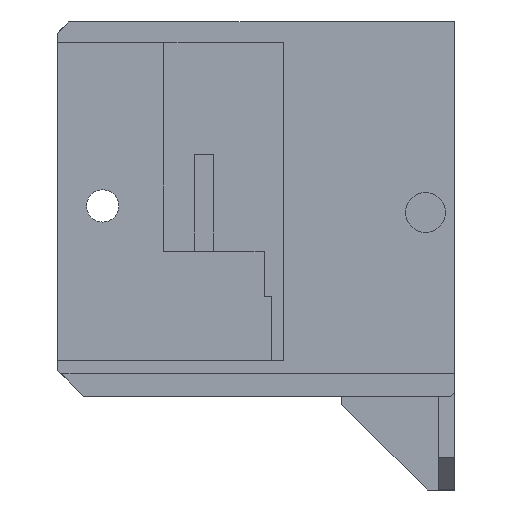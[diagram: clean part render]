
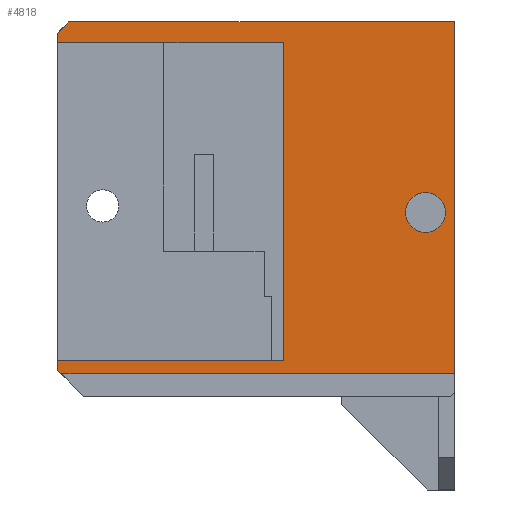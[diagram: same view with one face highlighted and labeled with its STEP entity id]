
A CAD part, left-side view. The second image highlights one B-rep face of the part: STEP entity #4818.
In plain terms, the highlighted planar face has unit normal (-1, 0, 0).
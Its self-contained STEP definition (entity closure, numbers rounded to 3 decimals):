
#36 = EDGE_CURVE ( 'NONE', #3930, #3249, #4156, .T. ) ;
#48 = EDGE_LOOP ( 'NONE', ( #4417, #6081, #6238, #3014, #5943, #3152, #5122, #5431, #5189, #465 ) ) ;
#231 = VECTOR ( 'NONE', #5239, 1000. ) ;
#337 = VERTEX_POINT ( 'NONE', #1339 ) ;
#465 = ORIENTED_EDGE ( 'NONE', *, *, #6621, .F. ) ;
#482 = CARTESIAN_POINT ( 'NONE',  ( -1.6, 8., 28.1 ) ) ;
#528 = AXIS2_PLACEMENT_3D ( 'NONE', #4790, #6394, #5279 ) ;
#572 = CARTESIAN_POINT ( 'NONE',  ( -1.6, 65., 0.54 ) ) ;
#666 = AXIS2_PLACEMENT_3D ( 'NONE', #4933, #871, #1356 ) ;
#673 = EDGE_LOOP ( 'NONE', ( #1131, #3702 ) ) ;
#830 = LINE ( 'NONE', #2535, #1529 ) ;
#871 = DIRECTION ( 'NONE',  ( 1., 0., 0. ) ) ;
#975 = CARTESIAN_POINT ( 'NONE',  ( -1.6, 60., -4.46 ) ) ;
#1003 = CARTESIAN_POINT ( 'NONE',  ( -1.6, 65., 52.78 ) ) ;
#1010 = EDGE_CURVE ( 'NONE', #4459, #4082, #1747, .T. ) ;
#1022 = CARTESIAN_POINT ( 'NONE',  ( -1.6, 3.5, 54.5 ) ) ;
#1056 = EDGE_CURVE ( 'NONE', #3708, #5773, #1498, .T. ) ;
#1131 = ORIENTED_EDGE ( 'NONE', *, *, #5624, .F. ) ;
#1262 = VECTOR ( 'NONE', #2386, 1000. ) ;
#1325 = LINE ( 'NONE', #6352, #6601 ) ;
#1339 = CARTESIAN_POINT ( 'NONE',  ( -1.6, 30., 2. ) ) ;
#1356 = DIRECTION ( 'NONE',  ( 0., 0., -1. ) ) ;
#1414 = LINE ( 'NONE', #975, #5814 ) ;
#1440 = DIRECTION ( 'NONE',  ( 0., 0., 1. ) ) ;
#1457 = VERTEX_POINT ( 'NONE', #3326 ) ;
#1498 = CIRCLE ( 'NONE', #5419, 3.1 ) ;
#1522 = CARTESIAN_POINT ( 'NONE',  ( -1.6, 30., 51.32 ) ) ;
#1529 = VECTOR ( 'NONE', #1979, 1000. ) ;
#1622 = DIRECTION ( 'NONE',  ( 0., -1., 0. ) ) ;
#1713 = VECTOR ( 'NONE', #1622, 1000. ) ;
#1747 = LINE ( 'NONE', #3398, #3174 ) ;
#1900 = DIRECTION ( 'NONE',  ( -1., 0., 0. ) ) ;
#1942 = CARTESIAN_POINT ( 'NONE',  ( -1.6, 8., 21.9 ) ) ;
#1979 = DIRECTION ( 'NONE',  ( 0., 0., 1. ) ) ;
#2380 = EDGE_CURVE ( 'NONE', #3930, #6171, #1325, .T. ) ;
#2386 = DIRECTION ( 'NONE',  ( 0., -0.707, 0.707 ) ) ;
#2428 = DIRECTION ( 'NONE',  ( 0., 0.707, 0.707 ) ) ;
#2471 = PLANE ( 'NONE',  #666 ) ;
#2535 = CARTESIAN_POINT ( 'NONE',  ( -1.6, 30., 0. ) ) ;
#2746 = LINE ( 'NONE', #5262, #4179 ) ;
#2753 = VERTEX_POINT ( 'NONE', #572 ) ;
#3014 = ORIENTED_EDGE ( 'NONE', *, *, #6324, .F. ) ;
#3026 = VECTOR ( 'NONE', #4086, 1000. ) ;
#3073 = FACE_BOUND ( 'NONE', #673, .T. ) ;
#3141 = EDGE_CURVE ( 'NONE', #4082, #3837, #5398, .T. ) ;
#3152 = ORIENTED_EDGE ( 'NONE', *, *, #4627, .F. ) ;
#3174 = VECTOR ( 'NONE', #4943, 1000. ) ;
#3249 = VERTEX_POINT ( 'NONE', #1022 ) ;
#3270 = DIRECTION ( 'NONE',  ( 0., 1., 0. ) ) ;
#3326 = CARTESIAN_POINT ( 'NONE',  ( -1.6, 65., 2. ) ) ;
#3377 = VECTOR ( 'NONE', #1440, 1000. ) ;
#3398 = CARTESIAN_POINT ( 'NONE',  ( -1.6, 0., 51.32 ) ) ;
#3409 = CARTESIAN_POINT ( 'NONE',  ( -1.6, 64., 53.78 ) ) ;
#3613 = LINE ( 'NONE', #6136, #1713 ) ;
#3702 = ORIENTED_EDGE ( 'NONE', *, *, #1056, .F. ) ;
#3708 = VERTEX_POINT ( 'NONE', #482 ) ;
#3731 = DIRECTION ( 'NONE',  ( 0., -1., 0. ) ) ;
#3837 = VERTEX_POINT ( 'NONE', #1003 ) ;
#3930 = VERTEX_POINT ( 'NONE', #4698 ) ;
#3945 = CARTESIAN_POINT ( 'NONE',  ( -1.6, 65., 51.5 ) ) ;
#3959 = FACE_OUTER_BOUND ( 'NONE', #48, .T. ) ;
#4082 = VERTEX_POINT ( 'NONE', #4767 ) ;
#4086 = DIRECTION ( 'NONE',  ( 0., 0., 1. ) ) ;
#4156 = LINE ( 'NONE', #4558, #3026 ) ;
#4179 = VECTOR ( 'NONE', #3731, 1000. ) ;
#4222 = EDGE_CURVE ( 'NONE', #3837, #4295, #5340, .T. ) ;
#4295 = VERTEX_POINT ( 'NONE', #6560 ) ;
#4381 = EDGE_CURVE ( 'NONE', #6171, #2753, #1414, .T. ) ;
#4417 = ORIENTED_EDGE ( 'NONE', *, *, #4222, .F. ) ;
#4451 = DIRECTION ( 'NONE',  ( 0., 0., -1. ) ) ;
#4459 = VERTEX_POINT ( 'NONE', #1522 ) ;
#4558 = CARTESIAN_POINT ( 'NONE',  ( -1.6, 3.5, -20. ) ) ;
#4627 = EDGE_CURVE ( 'NONE', #2753, #1457, #6612, .T. ) ;
#4698 = CARTESIAN_POINT ( 'NONE',  ( -1.6, 3.5, 0. ) ) ;
#4767 = CARTESIAN_POINT ( 'NONE',  ( -1.6, 65., 51.32 ) ) ;
#4790 = CARTESIAN_POINT ( 'NONE',  ( -1.6, 8., 25. ) ) ;
#4818 = ADVANCED_FACE ( 'NONE', ( #3959, #3073 ), #2471, .F. ) ;
#4883 = CARTESIAN_POINT ( 'NONE',  ( -1.6, 64.46, 0. ) ) ;
#4933 = CARTESIAN_POINT ( 'NONE',  ( -1.6, 1., 51.5 ) ) ;
#4943 = DIRECTION ( 'NONE',  ( 0., 1., 0. ) ) ;
#5122 = ORIENTED_EDGE ( 'NONE', *, *, #4381, .F. ) ;
#5146 = CIRCLE ( 'NONE', #528, 3.1 ) ;
#5189 = ORIENTED_EDGE ( 'NONE', *, *, #36, .T. ) ;
#5239 = DIRECTION ( 'NONE',  ( 0., 0., 1. ) ) ;
#5262 = CARTESIAN_POINT ( 'NONE',  ( -1.6, 1., 54.5 ) ) ;
#5279 = DIRECTION ( 'NONE',  ( 0., 0., -1. ) ) ;
#5340 = LINE ( 'NONE', #3409, #1262 ) ;
#5398 = LINE ( 'NONE', #3945, #3377 ) ;
#5419 = AXIS2_PLACEMENT_3D ( 'NONE', #5493, #1900, #4451 ) ;
#5431 = ORIENTED_EDGE ( 'NONE', *, *, #2380, .F. ) ;
#5493 = CARTESIAN_POINT ( 'NONE',  ( -1.6, 8., 25. ) ) ;
#5624 = EDGE_CURVE ( 'NONE', #5773, #3708, #5146, .T. ) ;
#5773 = VERTEX_POINT ( 'NONE', #1942 ) ;
#5814 = VECTOR ( 'NONE', #2428, 1000. ) ;
#5885 = CARTESIAN_POINT ( 'NONE',  ( -1.6, 65., 0. ) ) ;
#5943 = ORIENTED_EDGE ( 'NONE', *, *, #6010, .F. ) ;
#6010 = EDGE_CURVE ( 'NONE', #1457, #337, #3613, .T. ) ;
#6081 = ORIENTED_EDGE ( 'NONE', *, *, #3141, .F. ) ;
#6136 = CARTESIAN_POINT ( 'NONE',  ( -1.6, 0., 2. ) ) ;
#6171 = VERTEX_POINT ( 'NONE', #4883 ) ;
#6238 = ORIENTED_EDGE ( 'NONE', *, *, #1010, .F. ) ;
#6324 = EDGE_CURVE ( 'NONE', #337, #4459, #830, .T. ) ;
#6352 = CARTESIAN_POINT ( 'NONE',  ( -1.6, 0., 0. ) ) ;
#6394 = DIRECTION ( 'NONE',  ( -1., 0., 0. ) ) ;
#6560 = CARTESIAN_POINT ( 'NONE',  ( -1.6, 63.28, 54.5 ) ) ;
#6601 = VECTOR ( 'NONE', #3270, 1000. ) ;
#6612 = LINE ( 'NONE', #5885, #231 ) ;
#6621 = EDGE_CURVE ( 'NONE', #4295, #3249, #2746, .T. ) ;
